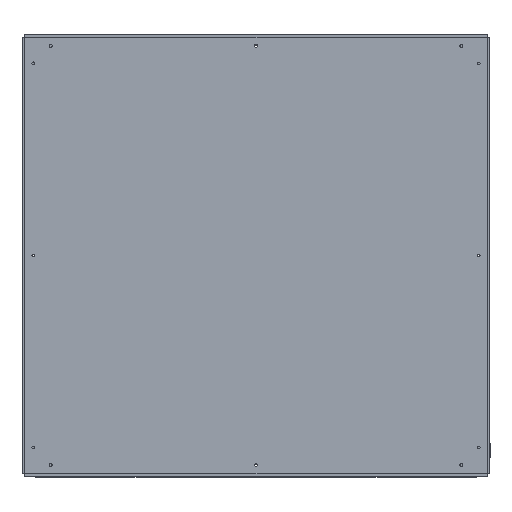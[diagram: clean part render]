
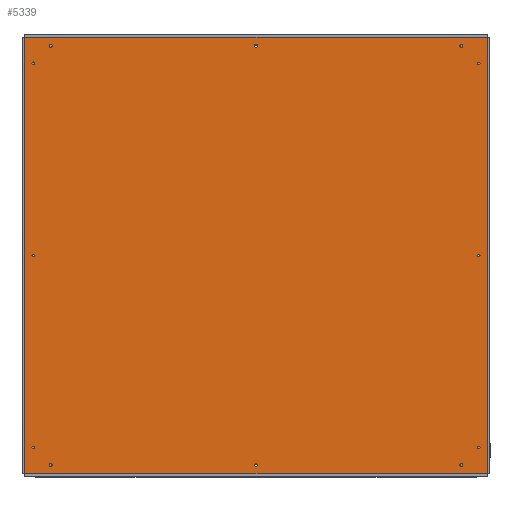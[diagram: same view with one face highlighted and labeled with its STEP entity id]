
A CAD part, top view. The second image highlights one B-rep face of the part: STEP entity #5339.
In plain terms, the highlighted planar face has unit normal (0, 0, 1).
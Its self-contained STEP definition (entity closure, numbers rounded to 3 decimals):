
#291=FACE_BOUND('',#1089,.T.);
#292=FACE_BOUND('',#1090,.T.);
#293=FACE_BOUND('',#1091,.T.);
#294=FACE_BOUND('',#1092,.T.);
#295=FACE_BOUND('',#1093,.T.);
#296=FACE_BOUND('',#1094,.T.);
#297=FACE_BOUND('',#1095,.T.);
#298=FACE_BOUND('',#1096,.T.);
#299=FACE_BOUND('',#1097,.T.);
#300=FACE_BOUND('',#1098,.T.);
#301=FACE_BOUND('',#1099,.T.);
#302=FACE_BOUND('',#1100,.T.);
#475=PLANE('',#5924);
#672=FACE_OUTER_BOUND('',#1088,.T.);
#1088=EDGE_LOOP('',(#4417,#4418,#4419,#4420));
#1089=EDGE_LOOP('',(#4421));
#1090=EDGE_LOOP('',(#4422));
#1091=EDGE_LOOP('',(#4423));
#1092=EDGE_LOOP('',(#4424));
#1093=EDGE_LOOP('',(#4425));
#1094=EDGE_LOOP('',(#4426));
#1095=EDGE_LOOP('',(#4427));
#1096=EDGE_LOOP('',(#4428));
#1097=EDGE_LOOP('',(#4429));
#1098=EDGE_LOOP('',(#4430));
#1099=EDGE_LOOP('',(#4431));
#1100=EDGE_LOOP('',(#4432));
#1539=LINE('',#8689,#1932);
#1542=LINE('',#8695,#1935);
#1545=LINE('',#8701,#1938);
#1548=LINE('',#8705,#1941);
#1932=VECTOR('',#7113,10.);
#1935=VECTOR('',#7118,10.);
#1938=VECTOR('',#7123,10.);
#1941=VECTOR('',#7128,10.);
#2264=CIRCLE('',#5887,1.65);
#2266=CIRCLE('',#5890,1.65);
#2268=CIRCLE('',#5892,1.65);
#2270=CIRCLE('',#5895,1.65);
#2272=CIRCLE('',#5897,1.65);
#2274=CIRCLE('',#5900,1.65);
#2276=CIRCLE('',#5903,1.65);
#2278=CIRCLE('',#5906,1.65);
#2280=CIRCLE('',#5909,1.65);
#2282=CIRCLE('',#5912,1.65);
#2284=CIRCLE('',#5915,1.65);
#2286=CIRCLE('',#5918,1.65);
#2668=VERTEX_POINT('',#8577);
#2670=VERTEX_POINT('',#8583);
#2672=VERTEX_POINT('',#8606);
#2674=VERTEX_POINT('',#8612);
#2676=VERTEX_POINT('',#8635);
#2678=VERTEX_POINT('',#8641);
#2680=VERTEX_POINT('',#8647);
#2682=VERTEX_POINT('',#8653);
#2684=VERTEX_POINT('',#8659);
#2686=VERTEX_POINT('',#8665);
#2688=VERTEX_POINT('',#8671);
#2690=VERTEX_POINT('',#8677);
#2694=VERTEX_POINT('',#8686);
#2695=VERTEX_POINT('',#8688);
#2697=VERTEX_POINT('',#8694);
#2699=VERTEX_POINT('',#8700);
#3267=EDGE_CURVE('',#2668,#2668,#2264,.T.);
#3270=EDGE_CURVE('',#2670,#2670,#2266,.T.);
#3273=EDGE_CURVE('',#2672,#2672,#2268,.T.);
#3276=EDGE_CURVE('',#2674,#2674,#2270,.T.);
#3279=EDGE_CURVE('',#2676,#2676,#2272,.T.);
#3282=EDGE_CURVE('',#2678,#2678,#2274,.T.);
#3285=EDGE_CURVE('',#2680,#2680,#2276,.T.);
#3288=EDGE_CURVE('',#2682,#2682,#2278,.T.);
#3291=EDGE_CURVE('',#2684,#2684,#2280,.T.);
#3294=EDGE_CURVE('',#2686,#2686,#2282,.T.);
#3297=EDGE_CURVE('',#2688,#2688,#2284,.T.);
#3300=EDGE_CURVE('',#2690,#2690,#2286,.T.);
#3305=EDGE_CURVE('',#2695,#2694,#1539,.T.);
#3308=EDGE_CURVE('',#2697,#2695,#1542,.T.);
#3311=EDGE_CURVE('',#2699,#2697,#1545,.T.);
#3314=EDGE_CURVE('',#2694,#2699,#1548,.T.);
#4417=ORIENTED_EDGE('',*,*,#3314,.T.);
#4418=ORIENTED_EDGE('',*,*,#3311,.T.);
#4419=ORIENTED_EDGE('',*,*,#3308,.T.);
#4420=ORIENTED_EDGE('',*,*,#3305,.T.);
#4421=ORIENTED_EDGE('',*,*,#3267,.T.);
#4422=ORIENTED_EDGE('',*,*,#3270,.T.);
#4423=ORIENTED_EDGE('',*,*,#3273,.T.);
#4424=ORIENTED_EDGE('',*,*,#3276,.T.);
#4425=ORIENTED_EDGE('',*,*,#3279,.T.);
#4426=ORIENTED_EDGE('',*,*,#3282,.T.);
#4427=ORIENTED_EDGE('',*,*,#3285,.T.);
#4428=ORIENTED_EDGE('',*,*,#3288,.T.);
#4429=ORIENTED_EDGE('',*,*,#3291,.T.);
#4430=ORIENTED_EDGE('',*,*,#3294,.T.);
#4431=ORIENTED_EDGE('',*,*,#3297,.T.);
#4432=ORIENTED_EDGE('',*,*,#3300,.T.);
#5339=ADVANCED_FACE('',(#672,#291,#292,#293,#294,#295,#296,#297,#298,#299,
#300,#301,#302),#475,.T.);
#5887=AXIS2_PLACEMENT_3D('',#8578,#7031,#7032);
#5890=AXIS2_PLACEMENT_3D('',#8584,#7038,#7039);
#5892=AXIS2_PLACEMENT_3D('',#8607,#7043,#7044);
#5895=AXIS2_PLACEMENT_3D('',#8613,#7050,#7051);
#5897=AXIS2_PLACEMENT_3D('',#8636,#7055,#7056);
#5900=AXIS2_PLACEMENT_3D('',#8642,#7062,#7063);
#5903=AXIS2_PLACEMENT_3D('',#8648,#7069,#7070);
#5906=AXIS2_PLACEMENT_3D('',#8654,#7076,#7077);
#5909=AXIS2_PLACEMENT_3D('',#8660,#7083,#7084);
#5912=AXIS2_PLACEMENT_3D('',#8666,#7090,#7091);
#5915=AXIS2_PLACEMENT_3D('',#8672,#7097,#7098);
#5918=AXIS2_PLACEMENT_3D('',#8678,#7104,#7105);
#5924=AXIS2_PLACEMENT_3D('',#8706,#7129,#7130);
#7031=DIRECTION('center_axis',(0.,0.,-1.));
#7032=DIRECTION('ref_axis',(-1.,0.,0.));
#7038=DIRECTION('center_axis',(0.,0.,-1.));
#7039=DIRECTION('ref_axis',(-1.,0.,0.));
#7043=DIRECTION('center_axis',(0.,0.,-1.));
#7044=DIRECTION('ref_axis',(1.,0.,0.));
#7050=DIRECTION('center_axis',(0.,0.,-1.));
#7051=DIRECTION('ref_axis',(-1.,0.,0.));
#7055=DIRECTION('center_axis',(0.,0.,-1.));
#7056=DIRECTION('ref_axis',(1.,0.,0.));
#7062=DIRECTION('center_axis',(0.,0.,-1.));
#7063=DIRECTION('ref_axis',(-1.,0.,0.));
#7069=DIRECTION('center_axis',(0.,0.,-1.));
#7070=DIRECTION('ref_axis',(-1.,0.,0.));
#7076=DIRECTION('center_axis',(0.,0.,-1.));
#7077=DIRECTION('ref_axis',(-1.,0.,0.));
#7083=DIRECTION('center_axis',(0.,0.,-1.));
#7084=DIRECTION('ref_axis',(-1.,0.,0.));
#7090=DIRECTION('center_axis',(0.,0.,-1.));
#7091=DIRECTION('ref_axis',(-1.,0.,0.));
#7097=DIRECTION('center_axis',(0.,0.,-1.));
#7098=DIRECTION('ref_axis',(-1.,0.,0.));
#7104=DIRECTION('center_axis',(0.,0.,-1.));
#7105=DIRECTION('ref_axis',(-1.,0.,0.));
#7113=DIRECTION('',(-1.,0.,0.));
#7118=DIRECTION('',(0.,1.,0.));
#7123=DIRECTION('',(1.,0.,0.));
#7128=DIRECTION('',(0.,-1.,0.));
#7129=DIRECTION('center_axis',(0.,0.,1.));
#7130=DIRECTION('ref_axis',(1.,0.,0.));
#8577=CARTESIAN_POINT('',(-253.35,275.,158.));
#8578=CARTESIAN_POINT('Origin',(-255.,275.,158.));
#8583=CARTESIAN_POINT('',(-233.35,295.,158.));
#8584=CARTESIAN_POINT('Origin',(-235.,295.,158.));
#8606=CARTESIAN_POINT('',(233.35,294.923,158.));
#8607=CARTESIAN_POINT('Origin',(235.,294.923,158.));
#8612=CARTESIAN_POINT('',(1.65,295.,158.));
#8613=CARTESIAN_POINT('Origin',(0.,295.,158.));
#8635=CARTESIAN_POINT('',(253.35,274.923,158.));
#8636=CARTESIAN_POINT('Origin',(255.,274.923,158.));
#8641=CARTESIAN_POINT('',(-253.35,55.,158.));
#8642=CARTESIAN_POINT('Origin',(-255.,55.,158.));
#8647=CARTESIAN_POINT('',(1.65,-185.,158.));
#8648=CARTESIAN_POINT('Origin',(0.,-185.,
158.));
#8653=CARTESIAN_POINT('',(256.65,55.,158.));
#8654=CARTESIAN_POINT('Origin',(255.,55.,158.));
#8659=CARTESIAN_POINT('',(236.65,-185.,158.));
#8660=CARTESIAN_POINT('Origin',(235.,-185.,158.));
#8665=CARTESIAN_POINT('',(-253.35,-165.,158.));
#8666=CARTESIAN_POINT('Origin',(-255.,-165.,158.));
#8671=CARTESIAN_POINT('',(256.65,-165.,158.));
#8672=CARTESIAN_POINT('Origin',(255.,-165.,158.));
#8677=CARTESIAN_POINT('',(-233.35,-185.,158.));
#8678=CARTESIAN_POINT('Origin',(-235.,-185.,158.));
#8686=CARTESIAN_POINT('',(-265.,305.,158.));
#8688=CARTESIAN_POINT('',(265.,305.,158.));
#8689=CARTESIAN_POINT('',(-265.,305.,158.));
#8694=CARTESIAN_POINT('',(265.,-195.,158.));
#8695=CARTESIAN_POINT('',(265.,-193.5,158.));
#8700=CARTESIAN_POINT('',(-265.,-195.,158.));
#8701=CARTESIAN_POINT('',(-265.,-195.,158.));
#8705=CARTESIAN_POINT('',(-265.,305.,158.));
#8706=CARTESIAN_POINT('Origin',(0.,55.,158.));
